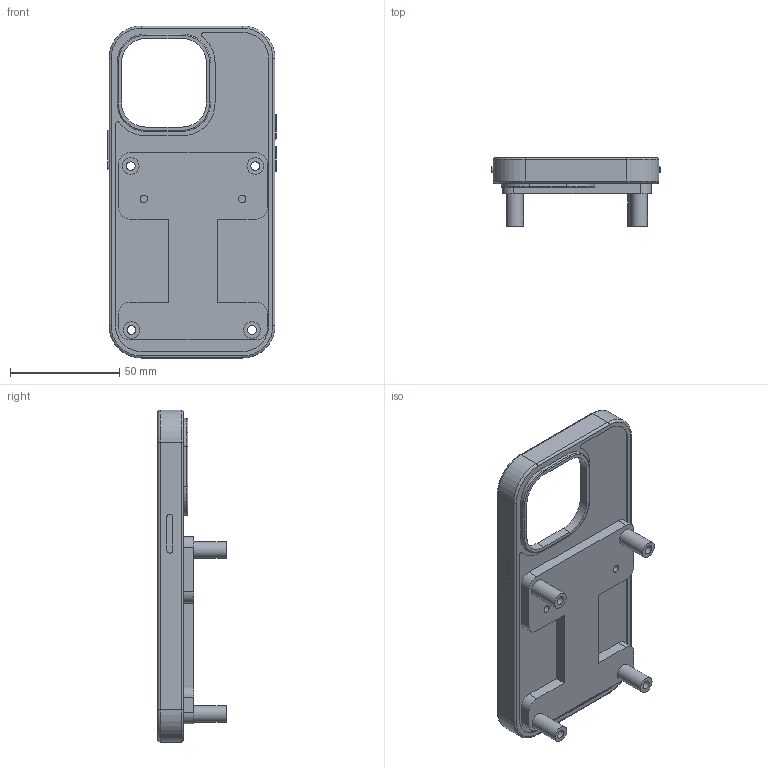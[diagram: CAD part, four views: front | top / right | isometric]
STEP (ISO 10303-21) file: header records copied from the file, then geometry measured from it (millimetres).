
FILE_DESCRIPTION(/* description */ (''),/* implementation_level */ '2;1');
FILE_NAME(/* name */ 'phone-case-thick-up v4.step',/* time_stamp */ '2025-04-11T14:07:14-04:00',/* author */ (''),/* organization */ (''),/* preprocessor_version */ 'ST-DEVELOPER v20.1',/* originating_system */ 'Autodesk Translation Framework v14.4.0.0',/* authorisation */ '');
FILE_SCHEMA (('AUTOMOTIVE_DESIGN { 1 0 10303 214 3 1 1 }'));
Length unit declared in the file: inch
Products named in the file (5): phone-case-thick-up; Iphone 14 Pro Phone case; Iphone 14 Pro; Phone case; Part 1
Assembly tree (4 placements, depth 4):
  phone-case-thick-up
    Iphone 14 Pro Phone case
      Iphone 14 Pro
        Phone case
    Part 1
Bounding box: 77 x 31.3 x 152 mm (x, y, z)
Volume: 48915.6 mm3; surface area: 34368.8 mm2
Topology: 1 solids, 1 shells, 233 faces, 544 edges, 332 vertices
Faces by surface type: cylinder 112, plane 83, torus 38
Full cylindrical faces by diameter (mm): 3.4 x1, 3.428 x1, 4 x4, 6 x4, 7.6 x4
Entity records: 6805 total; most frequent: DIRECTION 1282, CARTESIAN_POINT 1118, ORIENTED_EDGE 1088, EDGE_CURVE 544, AXIS2_PLACEMENT_3D 496, VERTEX_POINT 332, LINE 290, VECTOR 290
